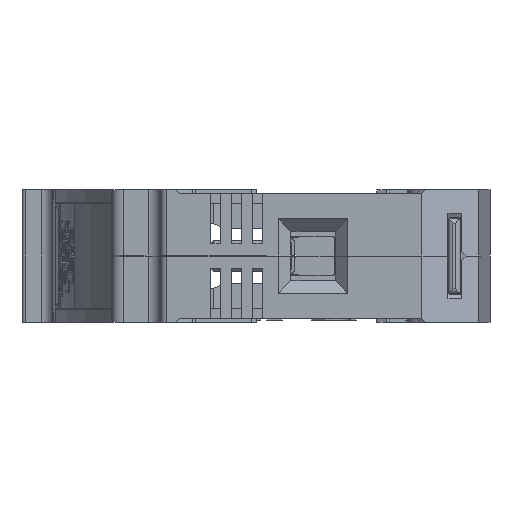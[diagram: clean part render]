
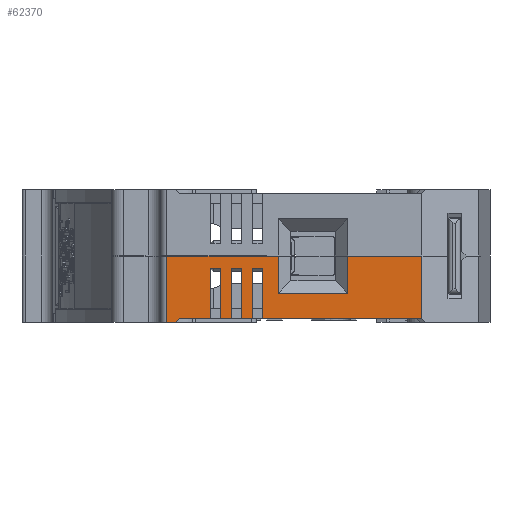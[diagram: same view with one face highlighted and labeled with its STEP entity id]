
A CAD part, left-side view. The second image highlights one B-rep face of the part: STEP entity #62370.
In plain terms, the highlighted planar face has unit normal (-1, 0, 0).
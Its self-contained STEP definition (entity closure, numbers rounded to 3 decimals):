
#362=DIRECTION('',(0.,1.,0.));
#363=VECTOR('',#362,12.);
#364=CARTESIAN_POINT('',(-65.5,4.2,0.));
#365=LINE('',#364,#363);
#8475=DIRECTION('',(0.,0.,1.));
#8476=VECTOR('',#8475,10.1);
#8477=CARTESIAN_POINT('',(-65.5,4.2,-10.1));
#8478=LINE('',#8477,#8476);
#9111=DIRECTION('',(0.,-1.,0.));
#9112=VECTOR('',#9111,1.35);
#9113=CARTESIAN_POINT('',(-65.5,45.5,-10.75));
#9114=LINE('',#9113,#9112);
#12159=DIRECTION('',(0.,0.,-1.));
#12160=VECTOR('',#12159,8.1);
#12161=CARTESIAN_POINT('',(-65.5,30.,-2.));
#12162=LINE('',#12161,#12160);
#12187=DIRECTION('',(0.,-1.,0.));
#12188=VECTOR('',#12187,1.6);
#12189=CARTESIAN_POINT('',(-65.5,31.6,-2.));
#12190=LINE('',#12189,#12188);
#12201=DIRECTION('',(0.,0.707,-0.707));
#12202=VECTOR('',#12201,0.919);
#12203=CARTESIAN_POINT('',(-65.5,43.5,-10.1));
#12204=LINE('',#12203,#12202);
#12208=DIRECTION('',(0.,0.,-1.));
#12209=VECTOR('',#12208,6.);
#12210=CARTESIAN_POINT('',(-65.5,27.4,0.));
#12211=LINE('',#12210,#12209);
#12215=DIRECTION('',(0.,-1.,0.));
#12216=VECTOR('',#12215,11.2);
#12217=CARTESIAN_POINT('',(-65.5,27.4,-6.));
#12218=LINE('',#12217,#12216);
#12222=DIRECTION('',(0.,0.,1.));
#12223=VECTOR('',#12222,6.);
#12224=CARTESIAN_POINT('',(-65.5,16.2,-6.));
#12225=LINE('',#12224,#12223);
#12229=DIRECTION('',(0.,1.,0.));
#12230=VECTOR('',#12229,25.8);
#12231=CARTESIAN_POINT('',(-65.5,4.2,-10.1));
#12232=LINE('',#12231,#12230);
#12236=DIRECTION('',(0.,0.,-1.));
#12237=VECTOR('',#12236,8.1);
#12238=CARTESIAN_POINT('',(-65.5,31.6,-2.));
#12239=LINE('',#12238,#12237);
#12243=DIRECTION('',(0.,1.,0.));
#12244=VECTOR('',#12243,1.8);
#12245=CARTESIAN_POINT('',(-65.5,31.6,-10.1));
#12246=LINE('',#12245,#12244);
#12250=DIRECTION('',(0.,0.,-1.));
#12251=VECTOR('',#12250,8.1);
#12252=CARTESIAN_POINT('',(-65.5,35.,-2.));
#12253=LINE('',#12252,#12251);
#12257=DIRECTION('',(0.,1.,0.));
#12258=VECTOR('',#12257,1.8);
#12259=CARTESIAN_POINT('',(-65.5,35.,-10.1));
#12260=LINE('',#12259,#12258);
#12264=DIRECTION('',(0.,0.,-1.));
#12265=VECTOR('',#12264,8.1);
#12266=CARTESIAN_POINT('',(-65.5,38.4,-2.));
#12267=LINE('',#12266,#12265);
#12271=DIRECTION('',(0.,1.,0.));
#12272=VECTOR('',#12271,5.1);
#12273=CARTESIAN_POINT('',(-65.5,38.4,-10.1));
#12274=LINE('',#12273,#12272);
#12607=DIRECTION('',(0.,0.,-1.));
#12608=VECTOR('',#12607,10.75);
#12609=CARTESIAN_POINT('',(-65.5,45.5,0.));
#12610=LINE('',#12609,#12608);
#12677=DIRECTION('',(0.,1.,0.));
#12678=VECTOR('',#12677,18.1);
#12679=CARTESIAN_POINT('',(-65.5,27.4,0.));
#12680=LINE('',#12679,#12678);
#12996=DIRECTION('',(0.,-1.,0.));
#12997=VECTOR('',#12996,1.6);
#12998=CARTESIAN_POINT('',(-65.5,38.4,-2.));
#12999=LINE('',#12998,#12997);
#13017=DIRECTION('',(0.,0.,-1.));
#13018=VECTOR('',#13017,8.1);
#13019=CARTESIAN_POINT('',(-65.5,36.8,-2.));
#13020=LINE('',#13019,#13018);
#14301=DIRECTION('',(0.,-1.,0.));
#14302=VECTOR('',#14301,1.6);
#14303=CARTESIAN_POINT('',(-65.5,35.,-2.));
#14304=LINE('',#14303,#14302);
#14322=DIRECTION('',(0.,0.,-1.));
#14323=VECTOR('',#14322,8.1);
#14324=CARTESIAN_POINT('',(-65.5,33.4,-2.));
#14325=LINE('',#14324,#14323);
#47958=CARTESIAN_POINT('',(-65.5,4.2,0.));
#47959=VERTEX_POINT('',#47958);
#47960=CARTESIAN_POINT('',(-65.5,16.2,0.));
#47961=VERTEX_POINT('',#47960);
#48042=CARTESIAN_POINT('',(-65.5,27.4,0.));
#48043=VERTEX_POINT('',#48042);
#48044=CARTESIAN_POINT('',(-65.5,45.5,0.));
#48045=VERTEX_POINT('',#48044);
#48898=CARTESIAN_POINT('',(-65.5,45.5,-10.75));
#48899=VERTEX_POINT('',#48898);
#48900=CARTESIAN_POINT('',(-65.5,44.15,-10.75));
#48901=VERTEX_POINT('',#48900);
#49355=CARTESIAN_POINT('',(-65.5,43.5,-10.1));
#49356=VERTEX_POINT('',#49355);
#49357=CARTESIAN_POINT('',(-65.5,38.4,-10.1));
#49358=VERTEX_POINT('',#49357);
#49363=CARTESIAN_POINT('',(-65.5,36.8,-10.1));
#49364=VERTEX_POINT('',#49363);
#49365=CARTESIAN_POINT('',(-65.5,35.,-10.1));
#49366=VERTEX_POINT('',#49365);
#49371=CARTESIAN_POINT('',(-65.5,33.4,-10.1));
#49372=VERTEX_POINT('',#49371);
#49373=CARTESIAN_POINT('',(-65.5,31.6,-10.1));
#49374=VERTEX_POINT('',#49373);
#49379=CARTESIAN_POINT('',(-65.5,30.,-10.1));
#49380=VERTEX_POINT('',#49379);
#49381=CARTESIAN_POINT('',(-65.5,4.2,-10.1));
#49382=VERTEX_POINT('',#49381);
#52180=CARTESIAN_POINT('',(-65.5,16.2,-6.));
#52181=VERTEX_POINT('',#52180);
#52182=CARTESIAN_POINT('',(-65.5,27.4,-6.));
#52183=VERTEX_POINT('',#52182);
#52184=CARTESIAN_POINT('',(-65.5,30.,-2.));
#52185=VERTEX_POINT('',#52184);
#52186=CARTESIAN_POINT('',(-65.5,31.6,-2.));
#52187=VERTEX_POINT('',#52186);
#52188=CARTESIAN_POINT('',(-65.5,33.4,-2.));
#52189=VERTEX_POINT('',#52188);
#52190=CARTESIAN_POINT('',(-65.5,35.,-2.));
#52191=VERTEX_POINT('',#52190);
#52192=CARTESIAN_POINT('',(-65.5,36.8,-2.));
#52193=VERTEX_POINT('',#52192);
#52194=CARTESIAN_POINT('',(-65.5,38.4,-2.));
#52195=VERTEX_POINT('',#52194);
#62329=CARTESIAN_POINT('',(-65.5,46.5,0.));
#62330=DIRECTION('',(-1.,0.,0.));
#62331=DIRECTION('',(0.,-1.,0.));
#62332=AXIS2_PLACEMENT_3D('',#62329,#62330,#62331);
#62333=PLANE('',#62332);
#62335=ORIENTED_EDGE('',*,*,#62334,.T.);
#62336=ORIENTED_EDGE('',*,*,#59289,.F.);
#62338=ORIENTED_EDGE('',*,*,#62337,.F.);
#62340=ORIENTED_EDGE('',*,*,#62339,.F.);
#62342=ORIENTED_EDGE('',*,*,#62341,.T.);
#62344=ORIENTED_EDGE('',*,*,#62343,.T.);
#62346=ORIENTED_EDGE('',*,*,#62345,.T.);
#62347=ORIENTED_EDGE('',*,*,#54972,.F.);
#62348=ORIENTED_EDGE('',*,*,#58673,.F.);
#62349=ORIENTED_EDGE('',*,*,#55630,.T.);
#62350=ORIENTED_EDGE('',*,*,#62277,.F.);
#62351=ORIENTED_EDGE('',*,*,#62316,.F.);
#62352=ORIENTED_EDGE('',*,*,#62174,.T.);
#62353=ORIENTED_EDGE('',*,*,#55622,.T.);
#62355=ORIENTED_EDGE('',*,*,#62354,.F.);
#62357=ORIENTED_EDGE('',*,*,#62356,.F.);
#62359=ORIENTED_EDGE('',*,*,#62358,.T.);
#62360=ORIENTED_EDGE('',*,*,#55614,.T.);
#62362=ORIENTED_EDGE('',*,*,#62361,.F.);
#62364=ORIENTED_EDGE('',*,*,#62363,.F.);
#62366=ORIENTED_EDGE('',*,*,#62365,.T.);
#62367=ORIENTED_EDGE('',*,*,#55606,.T.);
#62368=EDGE_LOOP('',(#62335,#62336,#62338,#62340,#62342,#62344,#62346,#62347,
#62348,#62349,#62350,#62351,#62352,#62353,#62355,#62357,#62359,#62360,#62362,
#62364,#62366,#62367));
#62369=FACE_OUTER_BOUND('',#62368,.F.);
#54972=EDGE_CURVE('',#47959,#47961,#365,.T.);
#55606=EDGE_CURVE('',#49358,#49356,#12274,.T.);
#55614=EDGE_CURVE('',#49366,#49364,#12260,.T.);
#55622=EDGE_CURVE('',#49374,#49372,#12246,.T.);
#55630=EDGE_CURVE('',#49382,#49380,#12232,.T.);
#58673=EDGE_CURVE('',#49382,#47959,#8478,.T.);
#59289=EDGE_CURVE('',#48899,#48901,#9114,.T.);
#62174=EDGE_CURVE('',#52187,#49374,#12239,.T.);
#62277=EDGE_CURVE('',#52185,#49380,#12162,.T.);
#62316=EDGE_CURVE('',#52187,#52185,#12190,.T.);
#62334=EDGE_CURVE('',#49356,#48901,#12204,.T.);
#62337=EDGE_CURVE('',#48045,#48899,#12610,.T.);
#62339=EDGE_CURVE('',#48043,#48045,#12680,.T.);
#62341=EDGE_CURVE('',#48043,#52183,#12211,.T.);
#62343=EDGE_CURVE('',#52183,#52181,#12218,.T.);
#62345=EDGE_CURVE('',#52181,#47961,#12225,.T.);
#62354=EDGE_CURVE('',#52189,#49372,#14325,.T.);
#62356=EDGE_CURVE('',#52191,#52189,#14304,.T.);
#62358=EDGE_CURVE('',#52191,#49366,#12253,.T.);
#62361=EDGE_CURVE('',#52193,#49364,#13020,.T.);
#62363=EDGE_CURVE('',#52195,#52193,#12999,.T.);
#62365=EDGE_CURVE('',#52195,#49358,#12267,.T.);
#62370=ADVANCED_FACE('',(#62369),#62333,.T.);
